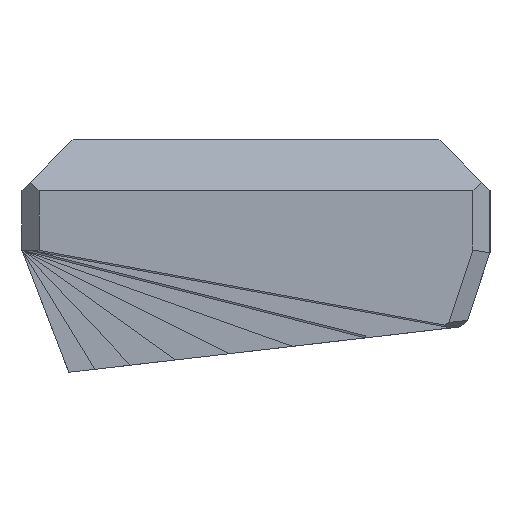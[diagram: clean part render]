
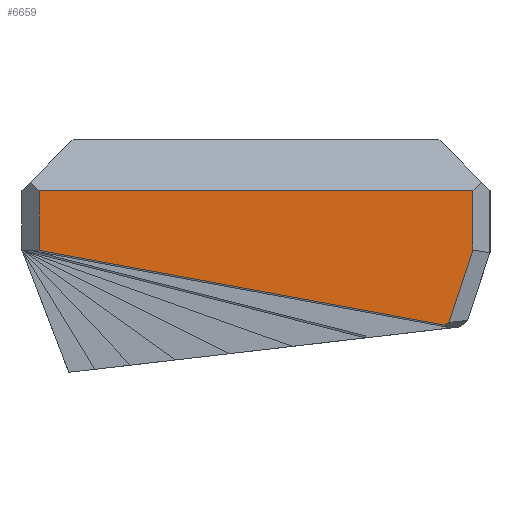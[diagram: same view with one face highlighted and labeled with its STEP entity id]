
A CAD part, left-side view. The second image highlights one B-rep face of the part: STEP entity #6659.
In plain terms, the highlighted planar face has unit normal (-1, 0, 0).
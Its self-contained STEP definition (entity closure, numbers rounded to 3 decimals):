
#745=FACE_OUTER_BOUND('',#1118,.T.);
#1118=EDGE_LOOP('',(#5671,#5672,#5673,#5674,#5675,#5676));
#1585=LINE('',#10547,#2258);
#1786=LINE('',#11277,#2459);
#1788=LINE('',#11281,#2461);
#1789=LINE('',#11283,#2462);
#1790=LINE('',#11285,#2463);
#1791=LINE('',#11286,#2464);
#2258=VECTOR('',#8340,10.);
#2459=VECTOR('',#9067,10.);
#2461=VECTOR('',#9071,10.);
#2462=VECTOR('',#9072,10.);
#2463=VECTOR('',#9073,10.);
#2464=VECTOR('',#9074,10.);
#2972=VERTEX_POINT('',#10544);
#2973=VERTEX_POINT('',#10546);
#3239=VERTEX_POINT('',#11276);
#3240=VERTEX_POINT('',#11280);
#3241=VERTEX_POINT('',#11282);
#3242=VERTEX_POINT('',#11284);
#3747=EDGE_CURVE('',#2972,#2973,#1585,.T.);
#4116=EDGE_CURVE('',#3239,#2973,#1786,.T.);
#4118=EDGE_CURVE('',#3240,#2972,#1788,.T.);
#4119=EDGE_CURVE('',#3241,#3240,#1789,.T.);
#4120=EDGE_CURVE('',#3242,#3241,#1790,.T.);
#4121=EDGE_CURVE('',#3239,#3242,#1791,.T.);
#5671=ORIENTED_EDGE('',*,*,#3747,.F.);
#5672=ORIENTED_EDGE('',*,*,#4118,.F.);
#5673=ORIENTED_EDGE('',*,*,#4119,.F.);
#5674=ORIENTED_EDGE('',*,*,#4120,.F.);
#5675=ORIENTED_EDGE('',*,*,#4121,.F.);
#5676=ORIENTED_EDGE('',*,*,#4116,.T.);
#6396=PLANE('',#7331);
#6659=ADVANCED_FACE('',(#745),#6396,.T.);
#7331=AXIS2_PLACEMENT_3D('',#11279,#9069,#9070);
#8340=DIRECTION('',(0.,0.84,-0.543));
#9067=DIRECTION('',(0.,-0.983,-0.181));
#9069=DIRECTION('center_axis',(-1.,0.,0.));
#9070=DIRECTION('ref_axis',(0.,-1.,0.));
#9071=DIRECTION('',(0.,0.315,-0.949));
#9072=DIRECTION('',(0.,0.,-1.));
#9073=DIRECTION('',(0.,-1.,0.));
#9074=DIRECTION('',(0.,0.,1.));
#10544=CARTESIAN_POINT('',(-3.5,4.83,-14.495));
#10546=CARTESIAN_POINT('',(-3.5,5.305,-14.802));
#10547=CARTESIAN_POINT('',(-3.5,23.922,-26.84));
#11276=CARTESIAN_POINT('',(-3.5,53.05,-6.02));
#11277=CARTESIAN_POINT('',(-3.5,55.537,-5.562));
#11279=CARTESIAN_POINT('Origin',(-3.5,55.05,0.));
#11280=CARTESIAN_POINT('',(-3.5,2.,-5.977));
#11281=CARTESIAN_POINT('',(-3.5,5.126,-15.388));
#11282=CARTESIAN_POINT('',(-3.5,2.,1.));
#11283=CARTESIAN_POINT('',(-3.5,2.,0.));
#11284=CARTESIAN_POINT('',(-3.5,53.05,1.));
#11285=CARTESIAN_POINT('',(-3.5,41.288,1.));
#11286=CARTESIAN_POINT('',(-3.5,53.05,0.));
